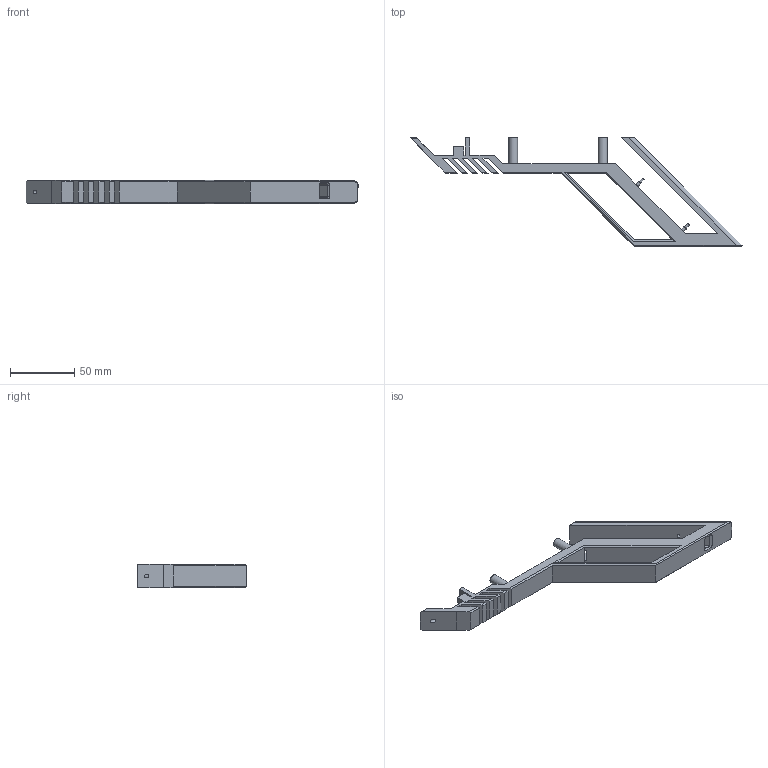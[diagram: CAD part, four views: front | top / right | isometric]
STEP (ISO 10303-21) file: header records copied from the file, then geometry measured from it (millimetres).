
FILE_DESCRIPTION(/* description */ (''),/* implementation_level */ '2;1');
FILE_NAME(/* name */ 'Gun bottom (alumium).step',/* time_stamp */ '2022-06-22T12:55:06+03:00',/* author */ (''),/* organization */ (''),/* preprocessor_version */ 'ST-DEVELOPER v19',/* originating_system */ 'Autodesk Translation Framework v11.7.0.108',/* authorisation */ '');
FILE_SCHEMA (('AUTOMOTIVE_DESIGN { 1 0 10303 214 3 1 1 }'));
Length unit declared in the file: millimetre
Products named in the file (1): gun bottom
Bounding box: 259.29 x 85 x 18 mm (x, y, z)
Volume: 65342 mm3; surface area: 30662.8 mm2
Topology: 1 solids, 1 shells, 130 faces, 332 edges, 212 vertices
Faces by surface type: plane 99, cylinder 19, bspline 12
Full cylindrical faces by diameter (mm): 1.79 x3, 2.5 x3, 3 x1, 5 x2, 7 x2, 9.1 x1
Entity records: 4192 total; most frequent: CARTESIAN_POINT 1047, ORIENTED_EDGE 664, DIRECTION 578, EDGE_CURVE 332, LINE 276, VECTOR 276, VERTEX_POINT 212, AXIS2_PLACEMENT_3D 151
